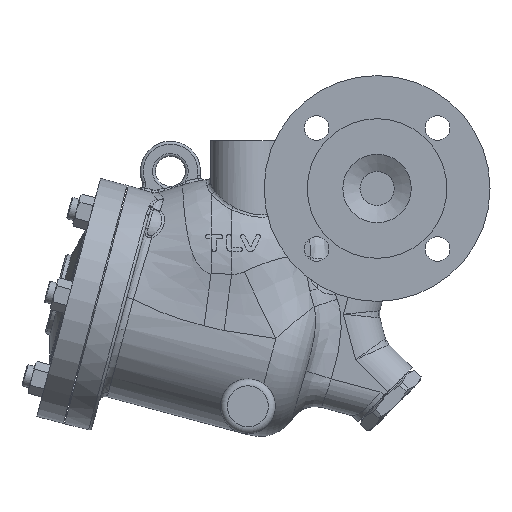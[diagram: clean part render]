
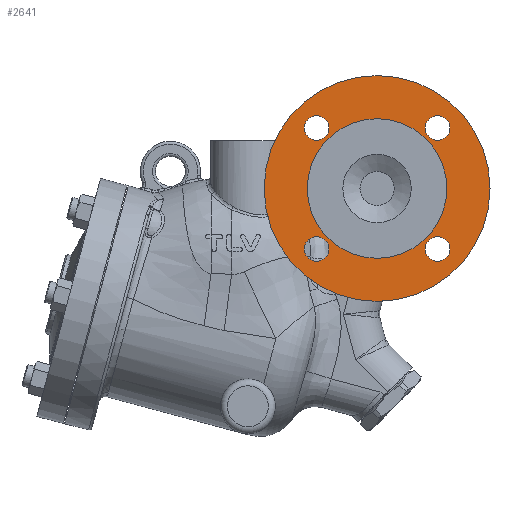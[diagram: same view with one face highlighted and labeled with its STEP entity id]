
A CAD part, front view. The second image highlights one B-rep face of the part: STEP entity #2641.
In plain terms, the highlighted planar face has unit normal (0, -1, 0).
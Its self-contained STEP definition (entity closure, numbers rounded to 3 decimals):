
#2394=CARTESIAN_POINT('',(249.194,-105.0,31.806));
#2395=VERTEX_POINT('',#2394);
#2396=CARTESIAN_POINT('',(249.194,-105.0,40.806));
#2397=DIRECTION('',(0.0,1.0,0.0));
#2398=DIRECTION('',(0.0,0.0,-1.0));
#2399=AXIS2_PLACEMENT_3D('',#2396,#2397,#2398);
#2400=CIRCLE('',#2399,9.0);
#2401=EDGE_CURVE('',#2395,#2395,#2400,.T.);
#2422=CARTESIAN_POINT('',(151.806,-105.0,40.806));
#2423=VERTEX_POINT('',#2422);
#2424=CARTESIAN_POINT('',(160.806,-105.0,40.806));
#2425=DIRECTION('',(0.0,1.0,0.0));
#2426=DIRECTION('',(-1.0,0.0,0.0));
#2427=AXIS2_PLACEMENT_3D('',#2424,#2425,#2426);
#2428=CIRCLE('',#2427,9.0);
#2429=EDGE_CURVE('',#2423,#2423,#2428,.T.);
#2450=CARTESIAN_POINT('',(160.806,-105.0,138.194));
#2451=VERTEX_POINT('',#2450);
#2452=CARTESIAN_POINT('',(160.806,-105.0,129.194));
#2453=DIRECTION('',(0.0,1.0,0.0));
#2454=DIRECTION('',(0.0,0.0,1.0));
#2455=AXIS2_PLACEMENT_3D('',#2452,#2453,#2454);
#2456=CIRCLE('',#2455,9.0);
#2457=EDGE_CURVE('',#2451,#2451,#2456,.T.);
#2478=CARTESIAN_POINT('',(258.194,-105.0,129.194));
#2479=VERTEX_POINT('',#2478);
#2480=CARTESIAN_POINT('',(249.194,-105.0,129.194));
#2481=DIRECTION('',(0.0,1.0,0.0));
#2482=DIRECTION('',(1.0,0.0,0.0));
#2483=AXIS2_PLACEMENT_3D('',#2480,#2481,#2482);
#2484=CIRCLE('',#2483,9.0);
#2485=EDGE_CURVE('',#2479,#2479,#2484,.T.);
#2595=CARTESIAN_POINT('',(205.,-105.0,167.5));
#2596=VERTEX_POINT('',#2595);
#2597=CARTESIAN_POINT('',(205.,-105.0,85.0));
#2598=DIRECTION('',(0.0,-1.0,0.0));
#2599=DIRECTION('',(0.0,0.0,1.0));
#2600=AXIS2_PLACEMENT_3D('',#2597,#2598,#2599);
#2601=CIRCLE('',#2600,82.5);
#2602=EDGE_CURVE('',#2596,#2596,#2601,.T.);
#2610=CARTESIAN_POINT('',(205.,-105.0,151.75));
#2611=DIRECTION('',(0.0,-1.0,0.0));
#2612=DIRECTION('',(0.0,0.0,-1.0));
#2613=AXIS2_PLACEMENT_3D('',#2610,#2611,#2612);
#2614=PLANE('',#2613);
#2615=ORIENTED_EDGE('',*,*,#2602,.T.);
#2616=EDGE_LOOP('',(#2615));
#2617=FACE_OUTER_BOUND('',#2616,.T.);
#2618=ORIENTED_EDGE('',*,*,#2401,.T.);
#2619=EDGE_LOOP('',(#2618));
#2620=FACE_BOUND('',#2619,.T.);
#2621=ORIENTED_EDGE('',*,*,#2429,.T.);
#2622=EDGE_LOOP('',(#2621));
#2623=FACE_BOUND('',#2622,.T.);
#2624=ORIENTED_EDGE('',*,*,#2457,.T.);
#2625=EDGE_LOOP('',(#2624));
#2626=FACE_BOUND('',#2625,.T.);
#2627=ORIENTED_EDGE('',*,*,#2485,.T.);
#2628=EDGE_LOOP('',(#2627));
#2629=FACE_BOUND('',#2628,.T.);
#2630=CARTESIAN_POINT('',(205.,-105.0,136.0));
#2631=VERTEX_POINT('',#2630);
#2632=CARTESIAN_POINT('',(205.,-105.0,85.0));
#2633=DIRECTION('',(0.0,-1.0,0.0));
#2634=DIRECTION('',(0.0,0.0,1.0));
#2635=AXIS2_PLACEMENT_3D('',#2632,#2633,#2634);
#2636=CIRCLE('',#2635,51.0);
#2637=EDGE_CURVE('',#2631,#2631,#2636,.T.);
#2638=ORIENTED_EDGE('',*,*,#2637,.F.);
#2639=EDGE_LOOP('',(#2638));
#2640=FACE_BOUND('',#2639,.T.);
#2641=ADVANCED_FACE('',(#2617,#2620,#2623,#2626,#2629,#2640),#2614,.T.);
